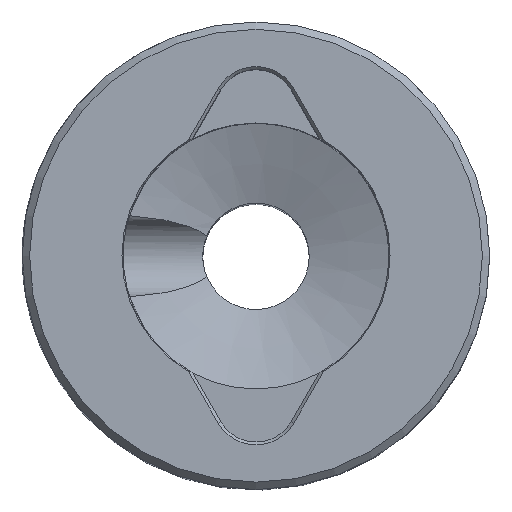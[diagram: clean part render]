
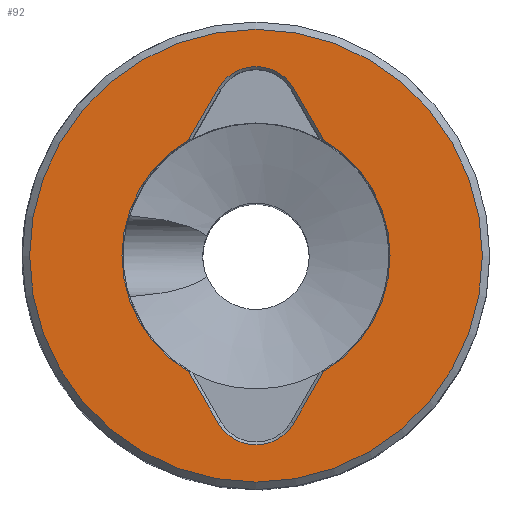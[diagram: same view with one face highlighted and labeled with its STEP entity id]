
A CAD part, top view. The second image highlights one B-rep face of the part: STEP entity #92.
In plain terms, the highlighted planar face has unit normal (0, 0, 1).
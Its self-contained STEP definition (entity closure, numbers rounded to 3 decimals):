
#3 = CARTESIAN_POINT ( 'NONE',  ( -8.803, -16.253, 0. ) ) ;
#25 = VERTEX_POINT ( 'NONE', #572 ) ;
#31 = EDGE_CURVE ( 'NONE', #447, #493, #937, .T. ) ;
#44 = AXIS2_PLACEMENT_3D ( 'NONE', #754, #1548, #724 ) ;
#92 = ADVANCED_FACE ( 'NONE', ( #899, #875 ), #1553, .T. ) ;
#101 = DIRECTION ( 'NONE',  ( -0.5, 0.866, 0. ) ) ;
#164 = CARTESIAN_POINT ( 'NONE',  ( 0., 0., 0. ) ) ;
#174 = CARTESIAN_POINT ( 'NONE',  ( 0., 0., 0. ) ) ;
#181 = VECTOR ( 'NONE', #101, 1000. ) ;
#186 = CARTESIAN_POINT ( 'NONE',  ( -9.136, 15.677, 0. ) ) ;
#234 = DIRECTION ( 'NONE',  ( 0.5, 0.866, 0. ) ) ;
#235 = EDGE_CURVE ( 'NONE', #820, #25, #980, .T. ) ;
#255 = CARTESIAN_POINT ( 'NONE',  ( 9.136, 15.677, 0. ) ) ;
#259 = EDGE_CURVE ( 'NONE', #493, #624, #564, .T. ) ;
#265 = CIRCLE ( 'NONE', #1201, 30.635 ) ;
#291 = CARTESIAN_POINT ( 'NONE',  ( 5.11, -22.65, 0. ) ) ;
#296 = DIRECTION ( 'NONE',  ( 1., 0., 0. ) ) ;
#329 = VERTEX_POINT ( 'NONE', #1060 ) ;
#332 = CARTESIAN_POINT ( 'NONE',  ( 0., 19.7, 0. ) ) ;
#341 = VECTOR ( 'NONE', #1230, 1000. ) ;
#348 = EDGE_CURVE ( 'NONE', #329, #820, #835, .T. ) ;
#360 = AXIS2_PLACEMENT_3D ( 'NONE', #332, #1538, #584 ) ;
#389 = ORIENTED_EDGE ( 'NONE', *, *, #1655, .T. ) ;
#409 = ORIENTED_EDGE ( 'NONE', *, *, #31, .T. ) ;
#415 = CARTESIAN_POINT ( 'NONE',  ( 5.11, -22.65, 0. ) ) ;
#420 = CARTESIAN_POINT ( 'NONE',  ( 30.635, 0., 0. ) ) ;
#447 = VERTEX_POINT ( 'NONE', #415 ) ;
#483 = VERTEX_POINT ( 'NONE', #420 ) ;
#493 = VERTEX_POINT ( 'NONE', #662 ) ;
#555 = EDGE_CURVE ( 'NONE', #483, #483, #265, .T. ) ;
#564 = LINE ( 'NONE', #3, #181 ) ;
#571 = ORIENTED_EDGE ( 'NONE', *, *, #259, .T. ) ;
#572 = CARTESIAN_POINT ( 'NONE',  ( 9.136, -15.677, 0. ) ) ;
#584 = DIRECTION ( 'NONE',  ( 1., 0., 0. ) ) ;
#590 = EDGE_CURVE ( 'NONE', #25, #447, #873, .T. ) ;
#600 = CIRCLE ( 'NONE', #360, 5.9 ) ;
#605 = EDGE_CURVE ( 'NONE', #1431, #329, #600, .T. ) ;
#624 = VERTEX_POINT ( 'NONE', #1276 ) ;
#650 = ORIENTED_EDGE ( 'NONE', *, *, #605, .T. ) ;
#662 = CARTESIAN_POINT ( 'NONE',  ( -5.11, -22.65, 0. ) ) ;
#675 = ORIENTED_EDGE ( 'NONE', *, *, #590, .T. ) ;
#724 = DIRECTION ( 'NONE',  ( 1., 0., 0. ) ) ;
#754 = CARTESIAN_POINT ( 'NONE',  ( 0., 0., 0. ) ) ;
#796 = LINE ( 'NONE', #1014, #1713 ) ;
#814 = DIRECTION ( 'NONE',  ( 1., 0., 0. ) ) ;
#820 = VERTEX_POINT ( 'NONE', #255 ) ;
#835 = LINE ( 'NONE', #914, #1004 ) ;
#854 = DIRECTION ( 'NONE',  ( 0., 0., 1. ) ) ;
#863 = CARTESIAN_POINT ( 'NONE',  ( -5.11, 22.65, 0. ) ) ;
#873 = LINE ( 'NONE', #291, #341 ) ;
#875 = FACE_BOUND ( 'NONE', #1459, .T. ) ;
#899 = FACE_OUTER_BOUND ( 'NONE', #1025, .T. ) ;
#914 = CARTESIAN_POINT ( 'NONE',  ( 8.803, 16.253, 0. ) ) ;
#937 = CIRCLE ( 'NONE', #1058, 5.9 ) ;
#939 = ORIENTED_EDGE ( 'NONE', *, *, #1196, .T. ) ;
#980 = CIRCLE ( 'NONE', #1074, 18.144 ) ;
#1004 = VECTOR ( 'NONE', #1473, 1000. ) ;
#1014 = CARTESIAN_POINT ( 'NONE',  ( -5.11, 22.65, 0. ) ) ;
#1025 = EDGE_LOOP ( 'NONE', ( #1387 ) ) ;
#1058 = AXIS2_PLACEMENT_3D ( 'NONE', #1113, #1125, #1261 ) ;
#1060 = CARTESIAN_POINT ( 'NONE',  ( 5.11, 22.65, 0. ) ) ;
#1074 = AXIS2_PLACEMENT_3D ( 'NONE', #1442, #1297, #1454 ) ;
#1111 = CIRCLE ( 'NONE', #1617, 18.144 ) ;
#1112 = VERTEX_POINT ( 'NONE', #186 ) ;
#1113 = CARTESIAN_POINT ( 'NONE',  ( 0., -19.7, 0. ) ) ;
#1125 = DIRECTION ( 'NONE',  ( 0., 0., -1. ) ) ;
#1187 = ORIENTED_EDGE ( 'NONE', *, *, #348, .T. ) ;
#1196 = EDGE_CURVE ( 'NONE', #1112, #1431, #796, .T. ) ;
#1201 = AXIS2_PLACEMENT_3D ( 'NONE', #164, #854, #296 ) ;
#1230 = DIRECTION ( 'NONE',  ( -0.5, -0.866, 0. ) ) ;
#1261 = DIRECTION ( 'NONE',  ( 1., 0., 0. ) ) ;
#1276 = CARTESIAN_POINT ( 'NONE',  ( -9.136, -15.677, 0. ) ) ;
#1297 = DIRECTION ( 'NONE',  ( 0., 0., -1. ) ) ;
#1353 = DIRECTION ( 'NONE',  ( 0., 0., -1. ) ) ;
#1387 = ORIENTED_EDGE ( 'NONE', *, *, #555, .T. ) ;
#1431 = VERTEX_POINT ( 'NONE', #863 ) ;
#1442 = CARTESIAN_POINT ( 'NONE',  ( 0., 0., 0. ) ) ;
#1454 = DIRECTION ( 'NONE',  ( 1., 0., 0. ) ) ;
#1459 = EDGE_LOOP ( 'NONE', ( #409, #571, #389, #939, #650, #1187, #1651, #675 ) ) ;
#1473 = DIRECTION ( 'NONE',  ( 0.5, -0.866, 0. ) ) ;
#1538 = DIRECTION ( 'NONE',  ( 0., 0., -1. ) ) ;
#1548 = DIRECTION ( 'NONE',  ( 0., 0., 1. ) ) ;
#1553 = PLANE ( 'NONE',  #44 ) ;
#1617 = AXIS2_PLACEMENT_3D ( 'NONE', #174, #1353, #814 ) ;
#1651 = ORIENTED_EDGE ( 'NONE', *, *, #235, .T. ) ;
#1655 = EDGE_CURVE ( 'NONE', #624, #1112, #1111, .T. ) ;
#1713 = VECTOR ( 'NONE', #234, 1000. ) ;
